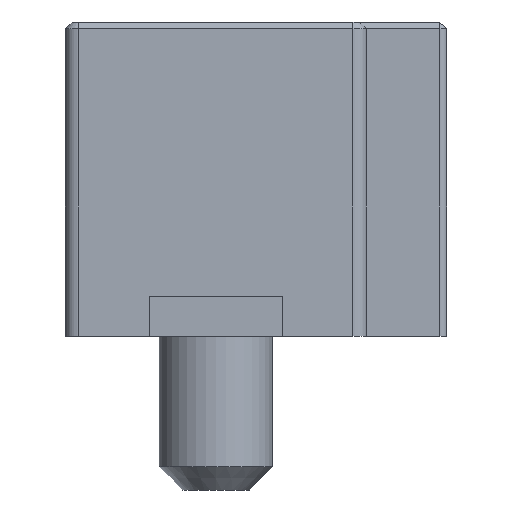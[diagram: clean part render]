
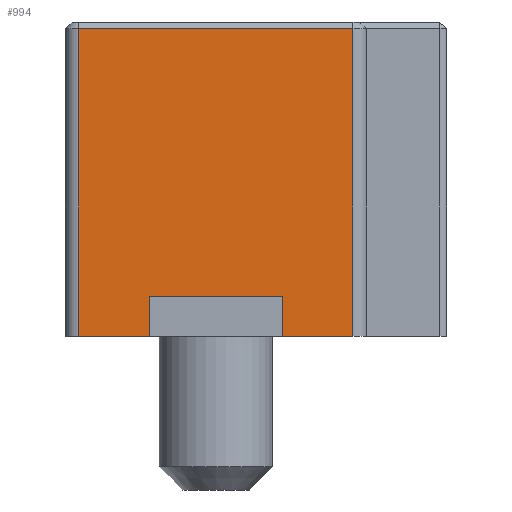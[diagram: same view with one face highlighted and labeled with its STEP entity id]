
A CAD part, left-side view. The second image highlights one B-rep face of the part: STEP entity #994.
In plain terms, the highlighted planar face has unit normal (-1, 0, 0).
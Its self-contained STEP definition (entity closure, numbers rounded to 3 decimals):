
#302 = VERTEX_POINT('',#303);
#303 = CARTESIAN_POINT('',(-5.,2.05,0.));
#310 = EDGE_CURVE('',#302,#311,#313,.T.);
#311 = VERTEX_POINT('',#312);
#312 = CARTESIAN_POINT('',(-5.,1.,0.));
#313 = LINE('',#314,#315);
#314 = CARTESIAN_POINT('',(-5.,0.,0.));
#315 = VECTOR('',#316,1.);
#316 = DIRECTION('',(0.,-1.,0.));
#335 = VERTEX_POINT('',#336);
#336 = CARTESIAN_POINT('',(-5.,-1.,0.));
#342 = EDGE_CURVE('',#335,#343,#345,.T.);
#343 = VERTEX_POINT('',#344);
#344 = CARTESIAN_POINT('',(-5.,-2.05,0.));
#345 = LINE('',#346,#347);
#346 = CARTESIAN_POINT('',(-5.,0.,0.));
#347 = VECTOR('',#348,1.);
#348 = DIRECTION('',(0.,-1.,0.));
#975 = VERTEX_POINT('',#976);
#976 = CARTESIAN_POINT('',(-5.,2.05,4.6));
#983 = EDGE_CURVE('',#302,#975,#984,.T.);
#984 = LINE('',#985,#986);
#985 = CARTESIAN_POINT('',(-5.,2.05,0.));
#986 = VECTOR('',#987,1.);
#987 = DIRECTION('',(0.,0.,1.));
#994 = ADVANCED_FACE('',(#995),#1036,.T.);
#995 = FACE_BOUND('',#996,.F.);
#996 = EDGE_LOOP('',(#997,#1005,#1006,#1014,#1022,#1028,#1029,#1030));
#997 = ORIENTED_EDGE('',*,*,#998,.T.);
#998 = EDGE_CURVE('',#999,#343,#1001,.T.);
#999 = VERTEX_POINT('',#1000);
#1000 = CARTESIAN_POINT('',(-5.,-2.05,4.6));
#1001 = LINE('',#1002,#1003);
#1002 = CARTESIAN_POINT('',(-5.,-2.05,4.7));
#1003 = VECTOR('',#1004,1.);
#1004 = DIRECTION('',(0.,0.,-1.));
#1005 = ORIENTED_EDGE('',*,*,#342,.F.);
#1006 = ORIENTED_EDGE('',*,*,#1007,.T.);
#1007 = EDGE_CURVE('',#335,#1008,#1010,.T.);
#1008 = VERTEX_POINT('',#1009);
#1009 = CARTESIAN_POINT('',(-5.,-1.,0.6));
#1010 = LINE('',#1011,#1012);
#1011 = CARTESIAN_POINT('',(-5.,-1.,-10.));
#1012 = VECTOR('',#1013,1.);
#1013 = DIRECTION('',(0.,0.,1.));
#1014 = ORIENTED_EDGE('',*,*,#1015,.T.);
#1015 = EDGE_CURVE('',#1008,#1016,#1018,.T.);
#1016 = VERTEX_POINT('',#1017);
#1017 = CARTESIAN_POINT('',(-5.,1.,0.6));
#1018 = LINE('',#1019,#1020);
#1019 = CARTESIAN_POINT('',(-5.,-1.,0.6));
#1020 = VECTOR('',#1021,1.);
#1021 = DIRECTION('',(0.,1.,0.));
#1022 = ORIENTED_EDGE('',*,*,#1023,.T.);
#1023 = EDGE_CURVE('',#1016,#311,#1024,.T.);
#1024 = LINE('',#1025,#1026);
#1025 = CARTESIAN_POINT('',(-5.,1.,0.6));
#1026 = VECTOR('',#1027,1.);
#1027 = DIRECTION('',(0.,-0.,-1.));
#1028 = ORIENTED_EDGE('',*,*,#310,.F.);
#1029 = ORIENTED_EDGE('',*,*,#983,.T.);
#1030 = ORIENTED_EDGE('',*,*,#1031,.T.);
#1031 = EDGE_CURVE('',#975,#999,#1032,.T.);
#1032 = LINE('',#1033,#1034);
#1033 = CARTESIAN_POINT('',(-5.,2.05,4.6));
#1034 = VECTOR('',#1035,1.);
#1035 = DIRECTION('',(-0.,-1.,-0.));
#1036 = PLANE('',#1037);
#1037 = AXIS2_PLACEMENT_3D('',#1038,#1039,#1040);
#1038 = CARTESIAN_POINT('',(-5.,0.,-1.016));
#1039 = DIRECTION('',(-1.,0.,0.));
#1040 = DIRECTION('',(0.,-0.,-1.));
